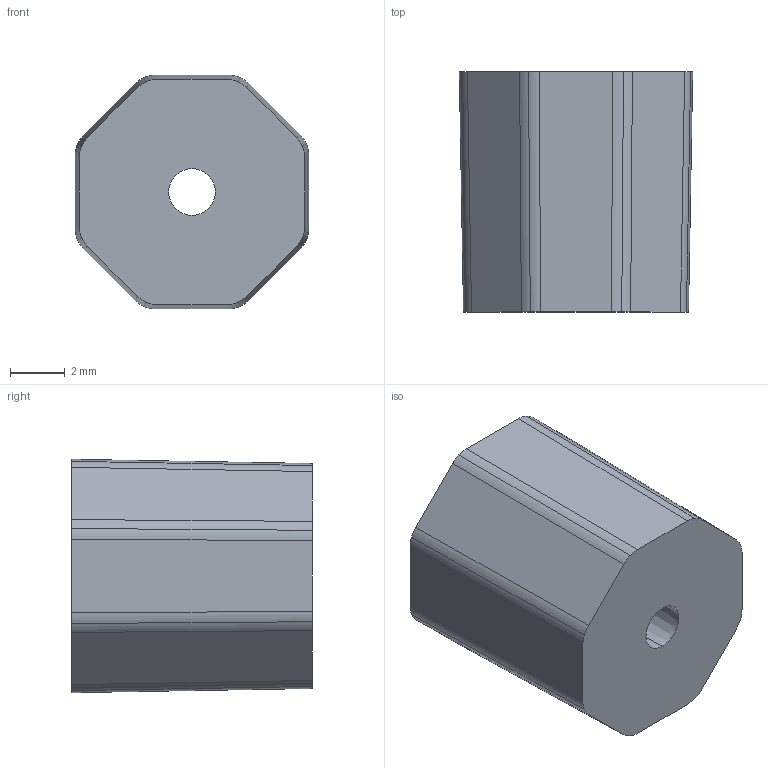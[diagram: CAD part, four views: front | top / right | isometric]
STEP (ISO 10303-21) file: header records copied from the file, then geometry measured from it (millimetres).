
FILE_DESCRIPTION (( 'STEP AP214' ), '1' );
FILE_NAME ('1428_2023_07_28.STEP', '2023-07-28T05:35:19', ( '' ), ( '' ), 'SwSTEP 2.0', 'SolidWorks 2021', '' );
FILE_SCHEMA (( 'AUTOMOTIVE_DESIGN' ));
Length unit declared in the file: millimetre
Products named in the file (1): 1428_2023_07_28
Bounding box: 8.54 x 8.8 x 8.54 mm (x, y, z)
Volume: 312 mm3; surface area: 560.2 mm2
Topology: 1 solids, 1 shells, 48 faces, 133 edges, 88 vertices
Faces by surface type: cylinder 28, plane 12, cone 4, torus 2, bspline 2
Entity records: 2655 total; most frequent: CARTESIAN_POINT 1559, ORIENTED_EDGE 266, DIRECTION 179, EDGE_CURVE 133, VERTEX_POINT 88, AXIS2_PLACEMENT_3D 60, LINE 59, VECTOR 59
